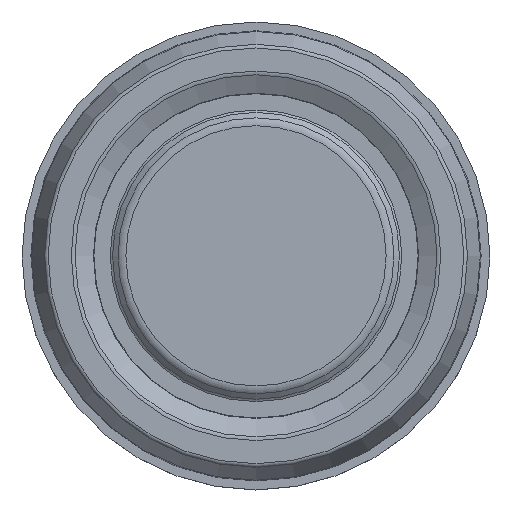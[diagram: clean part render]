
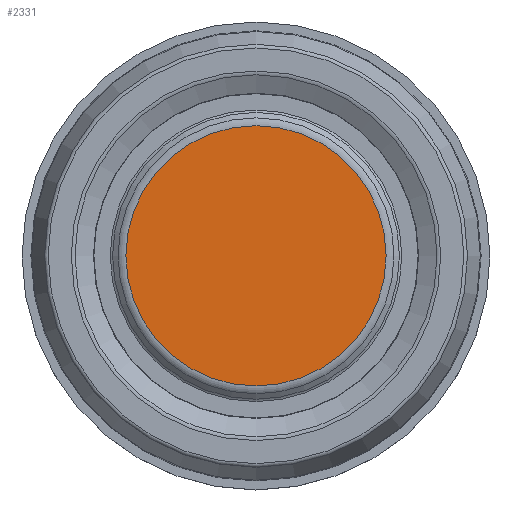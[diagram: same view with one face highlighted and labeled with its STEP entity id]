
A CAD part, top view. The second image highlights one B-rep face of the part: STEP entity #2331.
In plain terms, the highlighted planar face has unit normal (0, 0, 1).
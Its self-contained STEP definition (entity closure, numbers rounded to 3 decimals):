
#473=PLANE($,#2572);
#656=FACE_OUTER_BOUND($,#831,.T.);
#831=EDGE_LOOP($,(#2090));
#961=CIRCLE($,#2573,8.067);
#1175=VERTEX_POINT($,#4456);
#1490=EDGE_CURVE($,#1175,#1175,#961,.T.);
#2090=ORIENTED_EDGE($,*,*,#1490,.T.);
#2331=ADVANCED_FACE($,(#656),#473,.T.);
#2572=AXIS2_PLACEMENT_3D($,#4455,#3216,#3217);
#2573=AXIS2_PLACEMENT_3D($,#4457,#3218,#3219);
#3216=DIRECTION('center_axis',(0.,0.,
1.));
#3217=DIRECTION('ref_axis',(1.,0.,0.));
#3218=DIRECTION('center_axis',(0.,0.,
1.));
#3219=DIRECTION('ref_axis',(-1.,0.,0.));
#4455=CARTESIAN_POINT('Origin',(-4.033,0.,
9.425));
#4456=CARTESIAN_POINT('',(-8.067,0.,9.425));
#4457=CARTESIAN_POINT('Origin',(0.,0.,
9.425));
